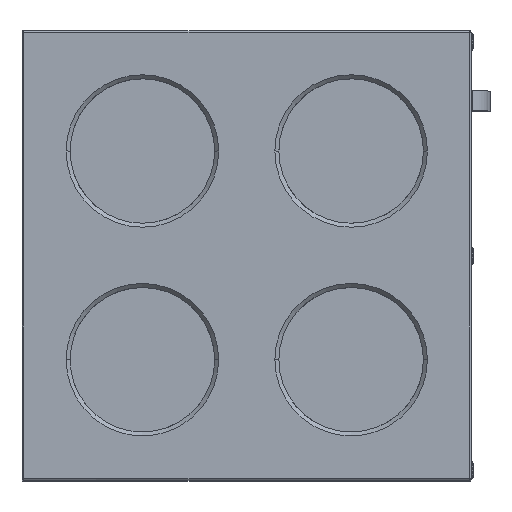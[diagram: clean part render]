
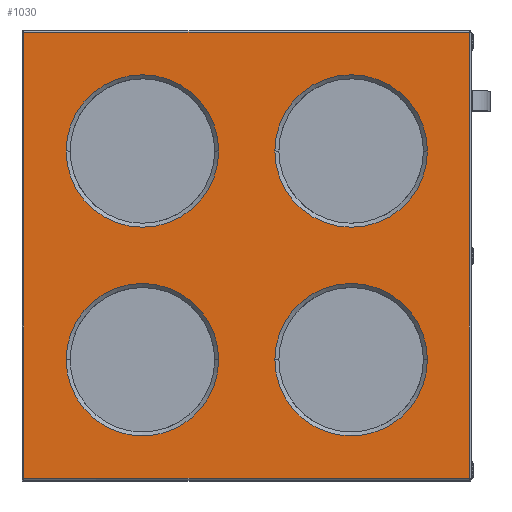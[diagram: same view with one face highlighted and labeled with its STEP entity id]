
A CAD part, top view. The second image highlights one B-rep face of the part: STEP entity #1030.
In plain terms, the highlighted planar face has unit normal (0, 0, 1).
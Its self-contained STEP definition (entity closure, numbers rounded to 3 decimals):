
#922=AXIS2_PLACEMENT_3D('Plane Axis2P3D',#919,#920,#921) ;
#960=AXIS2_PLACEMENT_3D('Circle Axis2P3D',#958,#959,$) ;
#969=AXIS2_PLACEMENT_3D('Circle Axis2P3D',#967,#968,$) ;
#978=AXIS2_PLACEMENT_3D('Circle Axis2P3D',#976,#977,$) ;
#987=AXIS2_PLACEMENT_3D('Circle Axis2P3D',#985,#986,$) ;
#996=AXIS2_PLACEMENT_3D('Circle Axis2P3D',#994,#995,$) ;
#1005=AXIS2_PLACEMENT_3D('Circle Axis2P3D',#1003,#1004,$) ;
#1014=AXIS2_PLACEMENT_3D('Circle Axis2P3D',#1012,#1013,$) ;
#1023=AXIS2_PLACEMENT_3D('Circle Axis2P3D',#1021,#1022,$) ;
#919=CARTESIAN_POINT('Axis2P3D Location',(0.,0.,462.5)) ;
#924=CARTESIAN_POINT('Line Origine',(278.75,-277.75,462.5)) ;
#928=CARTESIAN_POINT('Vertex',(1.25,-277.75,462.5)) ;
#930=CARTESIAN_POINT('Vertex',(556.25,-277.75,462.5)) ;
#933=CARTESIAN_POINT('Line Origine',(556.25,0.,462.5)) ;
#937=CARTESIAN_POINT('Vertex',(556.25,277.75,462.5)) ;
#940=CARTESIAN_POINT('Line Origine',(278.75,277.75,462.5)) ;
#944=CARTESIAN_POINT('Vertex',(1.25,277.75,462.5)) ;
#947=CARTESIAN_POINT('Line Origine',(1.25,0.,462.5)) ;
#958=CARTESIAN_POINT('Axis2P3D Location',(409.,130.,462.5)) ;
#962=CARTESIAN_POINT('Vertex',(314.,130.,462.5)) ;
#964=CARTESIAN_POINT('Vertex',(504.,130.,462.5)) ;
#967=CARTESIAN_POINT('Axis2P3D Location',(409.,130.,462.5)) ;
#976=CARTESIAN_POINT('Axis2P3D Location',(149.,130.,462.5)) ;
#980=CARTESIAN_POINT('Vertex',(244.,130.,462.5)) ;
#982=CARTESIAN_POINT('Vertex',(54.,130.,462.5)) ;
#985=CARTESIAN_POINT('Axis2P3D Location',(149.,130.,462.5)) ;
#994=CARTESIAN_POINT('Axis2P3D Location',(149.,-130.,462.5)) ;
#998=CARTESIAN_POINT('Vertex',(244.,-130.,462.5)) ;
#1000=CARTESIAN_POINT('Vertex',(54.,-130.,462.5)) ;
#1003=CARTESIAN_POINT('Axis2P3D Location',(149.,-130.,462.5)) ;
#1012=CARTESIAN_POINT('Axis2P3D Location',(409.,-130.,462.5)) ;
#1016=CARTESIAN_POINT('Vertex',(504.,-130.,462.5)) ;
#1018=CARTESIAN_POINT('Vertex',(314.,-130.,462.5)) ;
#1021=CARTESIAN_POINT('Axis2P3D Location',(409.,-130.,462.5)) ;
#920=DIRECTION('Axis2P3D Direction',(0.,0.,1.)) ;
#921=DIRECTION('Axis2P3D XDirection',(1.,0.,0.)) ;
#925=DIRECTION('Vector Direction',(-1.,0.,0.)) ;
#934=DIRECTION('Vector Direction',(0.,1.,0.)) ;
#941=DIRECTION('Vector Direction',(1.,0.,0.)) ;
#948=DIRECTION('Vector Direction',(0.,-1.,0.)) ;
#959=DIRECTION('Axis2P3D Direction',(0.,0.,1.)) ;
#968=DIRECTION('Axis2P3D Direction',(0.,0.,1.)) ;
#977=DIRECTION('Axis2P3D Direction',(0.,0.,1.)) ;
#986=DIRECTION('Axis2P3D Direction',(0.,0.,1.)) ;
#995=DIRECTION('Axis2P3D Direction',(0.,0.,1.)) ;
#1004=DIRECTION('Axis2P3D Direction',(0.,0.,1.)) ;
#1013=DIRECTION('Axis2P3D Direction',(0.,0.,1.)) ;
#1022=DIRECTION('Axis2P3D Direction',(0.,0.,1.)) ;
#926=VECTOR('Line Direction',#925,1.) ;
#935=VECTOR('Line Direction',#934,1.) ;
#942=VECTOR('Line Direction',#941,1.) ;
#949=VECTOR('Line Direction',#948,1.) ;
#953=ORIENTED_EDGE('',*,*,#932,.T.) ;
#954=ORIENTED_EDGE('',*,*,#939,.T.) ;
#955=ORIENTED_EDGE('',*,*,#946,.T.) ;
#956=ORIENTED_EDGE('',*,*,#951,.F.) ;
#973=ORIENTED_EDGE('',*,*,#966,.F.) ;
#974=ORIENTED_EDGE('',*,*,#971,.F.) ;
#991=ORIENTED_EDGE('',*,*,#984,.F.) ;
#992=ORIENTED_EDGE('',*,*,#989,.F.) ;
#1009=ORIENTED_EDGE('',*,*,#1002,.F.) ;
#1010=ORIENTED_EDGE('',*,*,#1007,.F.) ;
#1027=ORIENTED_EDGE('',*,*,#1020,.F.) ;
#1028=ORIENTED_EDGE('',*,*,#1025,.F.) ;
#975=FACE_BOUND('',#972,.T.) ;
#993=FACE_BOUND('',#990,.T.) ;
#1011=FACE_BOUND('',#1008,.T.) ;
#1029=FACE_BOUND('',#1026,.T.) ;
#1030=ADVANCED_FACE('FRT 3D-Datei f\X2\00FC\X0\r Internet',(#957,#975,#993,#1011,#1029),#923,.T.) ;
#961=CIRCLE('generated circle',#960,95.) ;
#970=CIRCLE('generated circle',#969,95.) ;
#979=CIRCLE('generated circle',#978,95.) ;
#988=CIRCLE('generated circle',#987,95.) ;
#997=CIRCLE('generated circle',#996,95.) ;
#1006=CIRCLE('generated circle',#1005,95.) ;
#1015=CIRCLE('generated circle',#1014,95.) ;
#1024=CIRCLE('generated circle',#1023,95.) ;
#932=EDGE_CURVE('',#929,#931,#927,.F.) ;
#939=EDGE_CURVE('',#931,#938,#936,.T.) ;
#946=EDGE_CURVE('',#938,#945,#943,.F.) ;
#951=EDGE_CURVE('',#929,#945,#950,.F.) ;
#966=EDGE_CURVE('',#963,#965,#961,.T.) ;
#971=EDGE_CURVE('',#965,#963,#970,.T.) ;
#984=EDGE_CURVE('',#981,#983,#979,.T.) ;
#989=EDGE_CURVE('',#983,#981,#988,.T.) ;
#1002=EDGE_CURVE('',#999,#1001,#997,.T.) ;
#1007=EDGE_CURVE('',#1001,#999,#1006,.T.) ;
#1020=EDGE_CURVE('',#1017,#1019,#1015,.T.) ;
#1025=EDGE_CURVE('',#1019,#1017,#1024,.T.) ;
#952=EDGE_LOOP('',(#953,#954,#955,#956)) ;
#972=EDGE_LOOP('',(#973,#974)) ;
#990=EDGE_LOOP('',(#991,#992)) ;
#1008=EDGE_LOOP('',(#1009,#1010)) ;
#1026=EDGE_LOOP('',(#1027,#1028)) ;
#957=FACE_OUTER_BOUND('',#952,.T.) ;
#927=LINE('Line',#924,#926) ;
#936=LINE('Line',#933,#935) ;
#943=LINE('Line',#940,#942) ;
#950=LINE('Line',#947,#949) ;
#923=PLANE('',#922) ;
#929=VERTEX_POINT('',#928) ;
#931=VERTEX_POINT('',#930) ;
#938=VERTEX_POINT('',#937) ;
#945=VERTEX_POINT('',#944) ;
#963=VERTEX_POINT('',#962) ;
#965=VERTEX_POINT('',#964) ;
#981=VERTEX_POINT('',#980) ;
#983=VERTEX_POINT('',#982) ;
#999=VERTEX_POINT('',#998) ;
#1001=VERTEX_POINT('',#1000) ;
#1017=VERTEX_POINT('',#1016) ;
#1019=VERTEX_POINT('',#1018) ;
